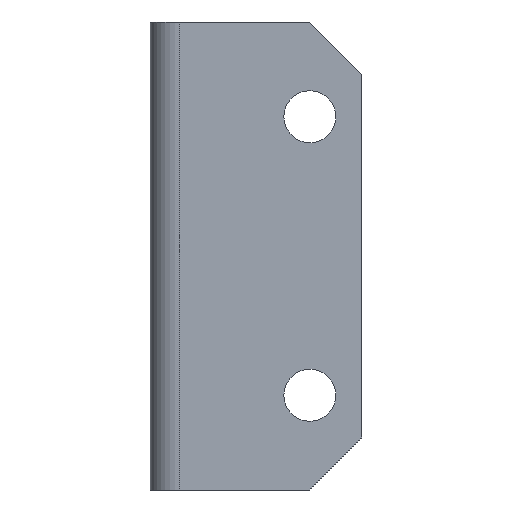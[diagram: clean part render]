
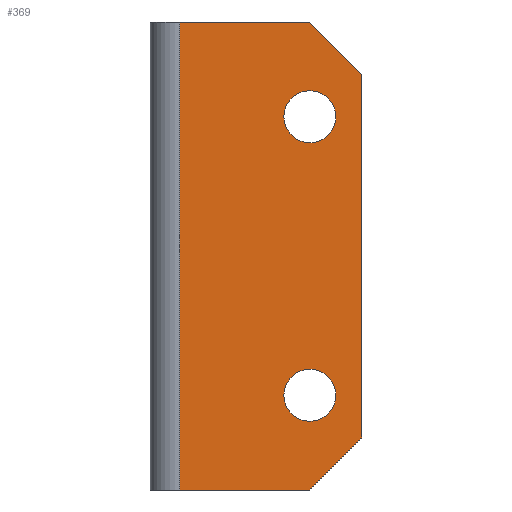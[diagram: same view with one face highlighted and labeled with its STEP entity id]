
A CAD part, front view. The second image highlights one B-rep face of the part: STEP entity #369.
In plain terms, the highlighted planar face has unit normal (0, -1, 0).
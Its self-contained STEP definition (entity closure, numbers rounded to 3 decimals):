
#4 = CARTESIAN_POINT ( 'NONE',  ( 43., 0., 107.5 ) ) ;
#8 = CARTESIAN_POINT ( 'NONE',  ( 43., 0., 32.5 ) ) ;
#9 = CARTESIAN_POINT ( 'NONE',  ( 8., 0., 126. ) ) ;
#16 = CARTESIAN_POINT ( 'NONE',  ( 8., 0., 0. ) ) ;
#19 = VERTEX_POINT ( 'NONE', #354 ) ;
#23 = CARTESIAN_POINT ( 'NONE',  ( 57., 0., 112. ) ) ;
#25 = CARTESIAN_POINT ( 'NONE',  ( 43., 0., 0. ) ) ;
#32 = VERTEX_POINT ( 'NONE', #335 ) ;
#47 = VERTEX_POINT ( 'NONE', #289 ) ;
#49 = CARTESIAN_POINT ( 'NONE',  ( 43., 0., 93.5 ) ) ;
#52 = PLANE ( 'NONE',  #500 ) ;
#56 = VERTEX_POINT ( 'NONE', #4 ) ;
#63 = VERTEX_POINT ( 'NONE', #25 ) ;
#71 = DIRECTION ( 'NONE',  ( 0., 0., 1. ) ) ;
#73 = DIRECTION ( 'NONE',  ( 0., 0., -1. ) ) ;
#74 = VERTEX_POINT ( 'NONE', #8 ) ;
#79 = DIRECTION ( 'NONE',  ( 0., 1., 0. ) ) ;
#84 = DIRECTION ( 'NONE',  ( 1., 0., 0. ) ) ;
#86 = CARTESIAN_POINT ( 'NONE',  ( 43., 0., 126. ) ) ;
#87 = DIRECTION ( 'NONE',  ( -0.707, 0., 0.707 ) ) ;
#97 = CARTESIAN_POINT ( 'NONE',  ( 43., 0., 25.5 ) ) ;
#101 = DIRECTION ( 'NONE',  ( 0., 1., 0. ) ) ;
#102 = DIRECTION ( 'NONE',  ( 0., 0., 1. ) ) ;
#112 = CARTESIAN_POINT ( 'NONE',  ( 57., 0., 126. ) ) ;
#120 = CARTESIAN_POINT ( 'NONE',  ( 0., 0., 0. ) ) ;
#122 = DIRECTION ( 'NONE',  ( 0., 1., 0. ) ) ;
#126 = DIRECTION ( 'NONE',  ( 1., 0., 0. ) ) ;
#133 = DIRECTION ( 'NONE',  ( 0., 0., 1. ) ) ;
#138 = CARTESIAN_POINT ( 'NONE',  ( 43., 0., 100.5 ) ) ;
#140 = CARTESIAN_POINT ( 'NONE',  ( 0., 0., 126. ) ) ;
#165 = CARTESIAN_POINT ( 'NONE',  ( 57., 0., 14. ) ) ;
#166 = DIRECTION ( 'NONE',  ( 0.707, 0., 0.707 ) ) ;
#169 = CARTESIAN_POINT ( 'NONE',  ( 43., 0., 100.5 ) ) ;
#200 = CARTESIAN_POINT ( 'NONE',  ( 8., 0., 126. ) ) ;
#202 = DIRECTION ( 'NONE',  ( 0., 0., -1. ) ) ;
#225 = CARTESIAN_POINT ( 'NONE',  ( 43., 0., 25.5 ) ) ;
#232 = VERTEX_POINT ( 'NONE', #9 ) ;
#236 = DIRECTION ( 'NONE',  ( 0., 0., 1. ) ) ;
#280 = DIRECTION ( 'NONE',  ( 0., 0., 1. ) ) ;
#282 = DIRECTION ( 'NONE',  ( 0., 1., 0. ) ) ;
#289 = CARTESIAN_POINT ( 'NONE',  ( 57., 0., 14. ) ) ;
#296 = VERTEX_POINT ( 'NONE', #23 ) ;
#297 = DIRECTION ( 'NONE',  ( 0., 1., 0. ) ) ;
#300 = VERTEX_POINT ( 'NONE', #16 ) ;
#334 = CARTESIAN_POINT ( 'NONE',  ( 0., 0., 126. ) ) ;
#335 = CARTESIAN_POINT ( 'NONE',  ( 43., 0., 126. ) ) ;
#340 = VERTEX_POINT ( 'NONE', #49 ) ;
#354 = CARTESIAN_POINT ( 'NONE',  ( 43., 0., 18.5 ) ) ;
#369 = ADVANCED_FACE ( 'NONE', ( #654, #809, #572 ), #52, .F. ) ;
#392 = LINE ( 'NONE', #86, #446 ) ;
#393 = CIRCLE ( 'NONE', #453, 7. ) ;
#397 = VECTOR ( 'NONE', #73, 1000. ) ;
#405 = LINE ( 'NONE', #112, #397 ) ;
#422 = LINE ( 'NONE', #140, #423 ) ;
#423 = VECTOR ( 'NONE', #126, 1000. ) ;
#426 = CIRCLE ( 'NONE', #451, 7. ) ;
#445 = LINE ( 'NONE', #165, #447 ) ;
#446 = VECTOR ( 'NONE', #87, 1000. ) ;
#447 = VECTOR ( 'NONE', #166, 1000. ) ;
#451 = AXIS2_PLACEMENT_3D ( 'NONE', #138, #79, #71 ) ;
#453 = AXIS2_PLACEMENT_3D ( 'NONE', #97, #122, #133 ) ;
#458 = AXIS2_PLACEMENT_3D ( 'NONE', #169, #101, #102 ) ;
#475 = EDGE_CURVE ( 'NONE', #19, #74, #708, .T. ) ;
#498 = AXIS2_PLACEMENT_3D ( 'NONE', #225, #282, #280 ) ;
#500 = AXIS2_PLACEMENT_3D ( 'NONE', #334, #297, #236 ) ;
#503 = EDGE_CURVE ( 'NONE', #232, #300, #597, .T. ) ;
#521 = EDGE_CURVE ( 'NONE', #340, #56, #762, .T. ) ;
#530 = EDGE_CURVE ( 'NONE', #300, #63, #586, .T. ) ;
#533 = EDGE_CURVE ( 'NONE', #74, #19, #393, .T. ) ;
#540 = EDGE_CURVE ( 'NONE', #296, #32, #392, .T. ) ;
#542 = EDGE_CURVE ( 'NONE', #296, #47, #405, .T. ) ;
#546 = EDGE_CURVE ( 'NONE', #232, #32, #422, .T. ) ;
#547 = EDGE_CURVE ( 'NONE', #56, #340, #426, .T. ) ;
#560 = EDGE_CURVE ( 'NONE', #63, #47, #445, .T. ) ;
#572 = FACE_OUTER_BOUND ( 'NONE', #683, .T. ) ;
#586 = LINE ( 'NONE', #120, #766 ) ;
#597 = LINE ( 'NONE', #200, #815 ) ;
#599 = ORIENTED_EDGE ( 'NONE', *, *, #533, .T. ) ;
#653 = EDGE_LOOP ( 'NONE', ( #599, #805 ) ) ;
#654 = FACE_BOUND ( 'NONE', #765, .T. ) ;
#660 = ORIENTED_EDGE ( 'NONE', *, *, #547, .T. ) ;
#664 = ORIENTED_EDGE ( 'NONE', *, *, #530, .T. ) ;
#683 = EDGE_LOOP ( 'NONE', ( #758, #714, #664, #803, #822, #777 ) ) ;
#686 = ORIENTED_EDGE ( 'NONE', *, *, #521, .T. ) ;
#708 = CIRCLE ( 'NONE', #498, 7. ) ;
#714 = ORIENTED_EDGE ( 'NONE', *, *, #503, .T. ) ;
#758 = ORIENTED_EDGE ( 'NONE', *, *, #546, .F. ) ;
#762 = CIRCLE ( 'NONE', #458, 7. ) ;
#765 = EDGE_LOOP ( 'NONE', ( #660, #686 ) ) ;
#766 = VECTOR ( 'NONE', #84, 1000. ) ;
#777 = ORIENTED_EDGE ( 'NONE', *, *, #540, .T. ) ;
#803 = ORIENTED_EDGE ( 'NONE', *, *, #560, .T. ) ;
#805 = ORIENTED_EDGE ( 'NONE', *, *, #475, .T. ) ;
#809 = FACE_BOUND ( 'NONE', #653, .T. ) ;
#815 = VECTOR ( 'NONE', #202, 1000. ) ;
#822 = ORIENTED_EDGE ( 'NONE', *, *, #542, .F. ) ;
